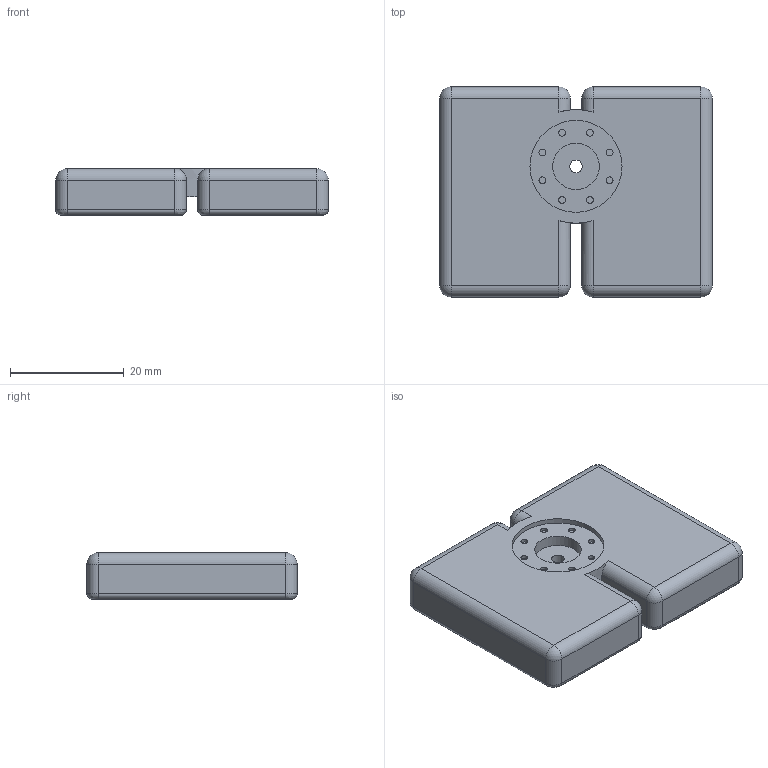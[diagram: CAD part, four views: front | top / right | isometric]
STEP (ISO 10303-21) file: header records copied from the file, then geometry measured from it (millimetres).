
FILE_DESCRIPTION(/* description */ (''),/* implementation_level */ '2;1');
FILE_NAME(/* name */ 'feet_rs30x v8.step',/* time_stamp */ '2021-12-26T11:29:49+09:00',/* author */ (''),/* organization */ (''),/* preprocessor_version */ 'ST-DEVELOPER v18.1',/* originating_system */ 'Autodesk Translation Framework v10.10.0.1391',/* authorisation */ '');
FILE_SCHEMA (('AUTOMOTIVE_DESIGN { 1 0 10303 214 3 1 1 }'));
Length unit declared in the file: millimetre
Products named in the file (1): feet_rs30x
Bounding box: 48 x 37 x 8.2 mm (x, y, z)
Volume: 13458.1 mm3; surface area: 5086.2 mm2
Topology: 1 solids, 1 shells, 91 faces, 189 edges, 110 vertices
Faces by surface type: cylinder 47, plane 28, bspline 8, sphere 8
Full cylindrical faces by diameter (mm): 1.2 x8, 2.2 x1, 8.2 x1, 16.2 x1
Entity records: 2503 total; most frequent: CARTESIAN_POINT 527, DIRECTION 439, ORIENTED_EDGE 378, EDGE_CURVE 189, AXIS2_PLACEMENT_3D 174, VERTEX_POINT 110, EDGE_LOOP 103, FACE_OUTER_BOUND 91
